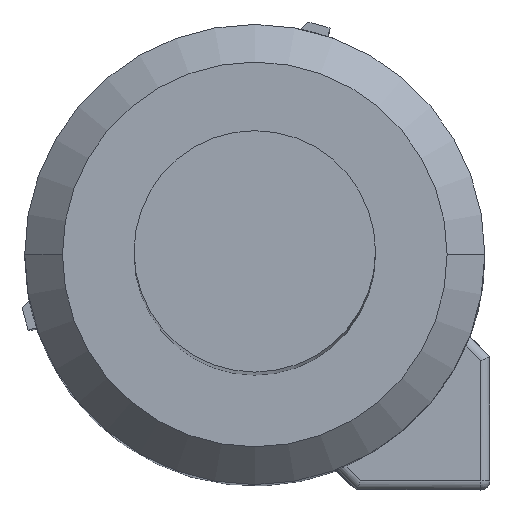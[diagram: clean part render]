
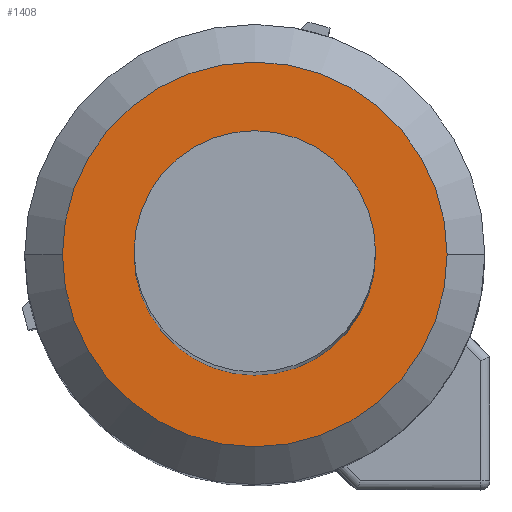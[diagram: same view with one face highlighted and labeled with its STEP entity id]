
A CAD part, top view. The second image highlights one B-rep face of the part: STEP entity #1408.
In plain terms, the highlighted planar face has unit normal (0, 0, 1).
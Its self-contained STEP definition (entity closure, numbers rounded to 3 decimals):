
#107=AXIS2_PLACEMENT_3D('Plane Axis2P3D',#104,#105,#106) ;
#605=AXIS2_PLACEMENT_3D('Circle Axis2P3D',#603,#604,$) ;
#1286=AXIS2_PLACEMENT_3D('Circle Axis2P3D',#1284,#1285,$) ;
#104=CARTESIAN_POINT('Axis2P3D Location',(6.17,6.236,44.5)) ;
#593=CARTESIAN_POINT('Vertex',(11.27,6.236,44.5)) ;
#600=CARTESIAN_POINT('Vertex',(1.07,6.236,44.5)) ;
#603=CARTESIAN_POINT('Axis2P3D Location',(6.17,6.236,44.5)) ;
#1284=CARTESIAN_POINT('Axis2P3D Location',(6.17,6.236,44.5)) ;
#105=DIRECTION('Axis2P3D Direction',(0.,0.,1.)) ;
#106=DIRECTION('Axis2P3D XDirection',(-1.,0.,0.)) ;
#604=DIRECTION('Axis2P3D Direction',(0.,0.,-1.)) ;
#1285=DIRECTION('Axis2P3D Direction',(0.,0.,-1.)) ;
#1405=ORIENTED_EDGE('',*,*,#1288,.T.) ;
#1406=ORIENTED_EDGE('',*,*,#607,.T.) ;
#1408=ADVANCED_FACE('Hauptkoerper',(#1407),#108,.T.) ;
#606=CIRCLE('generated circle',#605,5.1) ;
#1287=CIRCLE('generated circle',#1286,5.1) ;
#607=EDGE_CURVE('',#594,#601,#606,.F.) ;
#1288=EDGE_CURVE('',#601,#594,#1287,.F.) ;
#1404=EDGE_LOOP('',(#1405,#1406)) ;
#1407=FACE_OUTER_BOUND('',#1404,.T.) ;
#108=PLANE('',#107) ;
#594=VERTEX_POINT('',#593) ;
#601=VERTEX_POINT('',#600) ;
